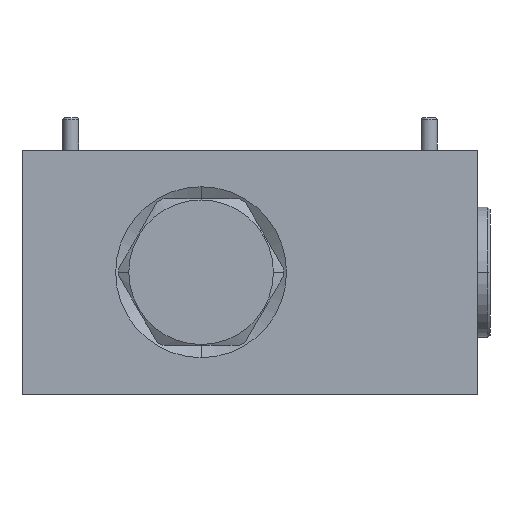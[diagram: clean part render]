
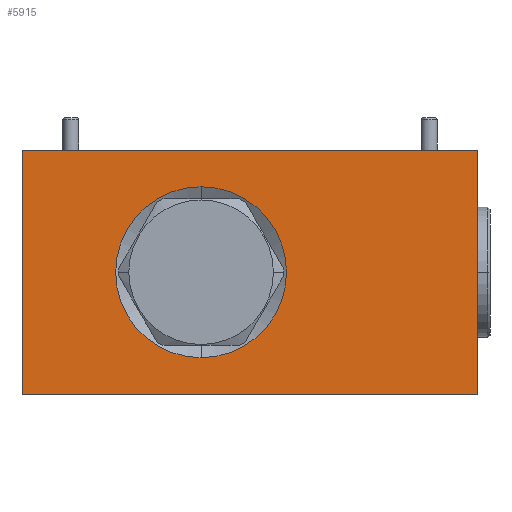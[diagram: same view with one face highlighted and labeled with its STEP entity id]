
A CAD part, front view. The second image highlights one B-rep face of the part: STEP entity #5915.
In plain terms, the highlighted planar face has unit normal (0, -1, 0).
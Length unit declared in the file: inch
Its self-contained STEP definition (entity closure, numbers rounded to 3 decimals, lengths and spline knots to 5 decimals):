
#549=DIRECTION('',(1.,0.,0.));
#550=VECTOR('',#549,3.5);
#551=CARTESIAN_POINT('',(0.,-5.188,0.));
#552=LINE('',#551,#550);
#591=DIRECTION('',(1.,0.,0.));
#592=VECTOR('',#591,3.5);
#593=CARTESIAN_POINT('',(0.,-5.188,1.875));
#594=LINE('',#593,#592);
#2188=DIRECTION('',(0.,0.,1.));
#2189=VECTOR('',#2188,1.875);
#2190=CARTESIAN_POINT('',(0.,-5.188,0.));
#2191=LINE('',#2190,#2189);
#2192=CARTESIAN_POINT('',(1.375,-5.188,0.938));
#2193=DIRECTION('',(0.,1.,0.));
#2194=DIRECTION('',(0.,0.,-1.));
#2195=AXIS2_PLACEMENT_3D('',#2192,#2193,#2194);
#2197=CARTESIAN_POINT('',(1.375,-5.188,0.938));
#2198=DIRECTION('',(0.,1.,0.));
#2199=DIRECTION('',(0.,0.,1.));
#2200=AXIS2_PLACEMENT_3D('',#2197,#2198,#2199);
#2210=DIRECTION('',(0.,0.,1.));
#2211=VECTOR('',#2210,1.875);
#2212=CARTESIAN_POINT('',(3.5,-5.188,0.));
#2213=LINE('',#2212,#2211);
#4279=CARTESIAN_POINT('',(0.,-5.188,0.));
#4280=CARTESIAN_POINT('',(3.5,-5.188,0.));
#4281=VERTEX_POINT('',#4279);
#4282=VERTEX_POINT('',#4280);
#4283=CARTESIAN_POINT('',(0.,-5.188,1.875));
#4284=CARTESIAN_POINT('',(3.5,-5.188,1.875));
#4285=VERTEX_POINT('',#4283);
#4286=VERTEX_POINT('',#4284);
#4534=CARTESIAN_POINT('',(1.375,-5.188,0.282));
#4535=CARTESIAN_POINT('',(1.375,-5.188,1.594));
#4536=VERTEX_POINT('',#4534);
#4537=VERTEX_POINT('',#4535);
#5897=CARTESIAN_POINT('',(0.,-5.188,0.));
#5898=DIRECTION('',(0.,-1.,0.));
#5899=DIRECTION('',(1.,0.,0.));
#5900=AXIS2_PLACEMENT_3D('',#5897,#5898,#5899);
#5901=PLANE('',#5900);
#5902=ORIENTED_EDGE('',*,*,#4729,.F.);
#5904=ORIENTED_EDGE('',*,*,#5903,.T.);
#5905=ORIENTED_EDGE('',*,*,#4869,.T.);
#5907=ORIENTED_EDGE('',*,*,#5906,.F.);
#5908=EDGE_LOOP('',(#5902,#5904,#5905,#5907));
#5909=FACE_OUTER_BOUND('',#5908,.F.);
#5911=ORIENTED_EDGE('',*,*,#5910,.F.);
#5912=ORIENTED_EDGE('',*,*,#5887,.F.);
#5913=EDGE_LOOP('',(#5911,#5912));
#5914=FACE_BOUND('',#5913,.F.);
#5915=ADVANCED_FACE('',(#5909,#5914),#5901,.T.);
#2196=CIRCLE('',#2195,0.656);
#2201=CIRCLE('',#2200,0.656);
#4729=EDGE_CURVE('',#4281,#4282,#552,.T.);
#4869=EDGE_CURVE('',#4285,#4286,#594,.T.);
#5887=EDGE_CURVE('',#4537,#4536,#2201,.T.);
#5903=EDGE_CURVE('',#4281,#4285,#2191,.T.);
#5906=EDGE_CURVE('',#4282,#4286,#2213,.T.);
#5910=EDGE_CURVE('',#4536,#4537,#2196,.T.);
